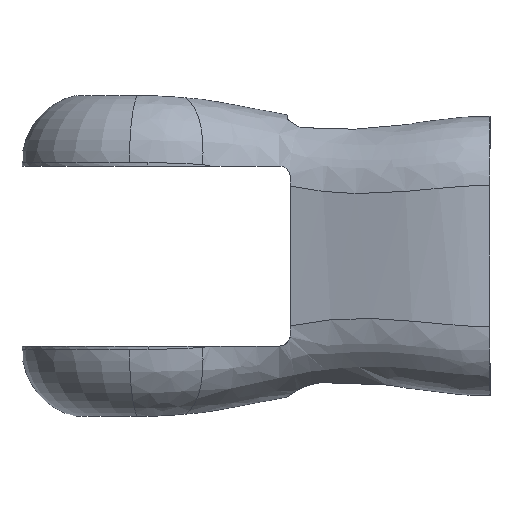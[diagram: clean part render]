
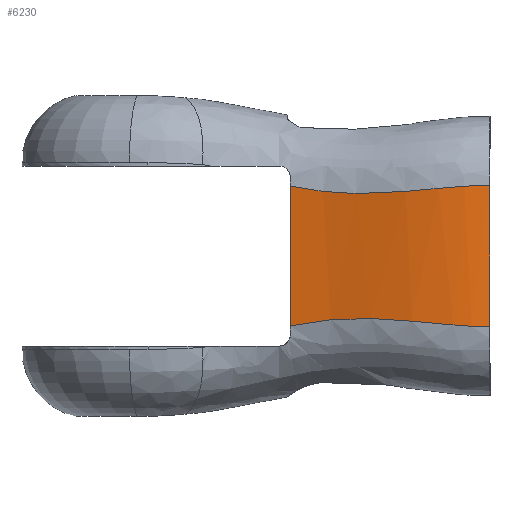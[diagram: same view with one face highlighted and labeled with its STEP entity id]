
A CAD part, left-side view. The second image highlights one B-rep face of the part: STEP entity #6230.
In plain terms, the highlighted free-form (B-spline) face has degree [3, 1] with [4, 2] control points.
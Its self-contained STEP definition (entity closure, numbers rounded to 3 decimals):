
#139 = ORIENTED_EDGE ( 'NONE', *, *, #7571, .T. ) ;
#151 = VECTOR ( 'NONE', #8402, 1000. ) ;
#259 = B_SPLINE_SURFACE_WITH_KNOTS ( 'NONE', 3, 1, ( 
 ( #8212, #4853 ),
 ( #868, #1439 ),
 ( #7557, #3570 ),
 ( #7643, #2237 ) ),
 .UNSPECIFIED., .F., .F., .F.,
 ( 4, 4 ),
 ( 2, 2 ),
 ( 0., 0.696 ),
 ( 0., 1. ),
 .UNSPECIFIED. ) ;
#346 = CARTESIAN_POINT ( 'NONE',  ( 15., 0., 25.267 ) ) ;
#402 = CARTESIAN_POINT ( 'NONE',  ( 22.284, 55.5, 64.406 ) ) ;
#533 = CARTESIAN_POINT ( 'NONE',  ( 16.933, 30.291, 27.55 ) ) ;
#572 = CARTESIAN_POINT ( 'NONE',  ( 17.785, 33.729, 27.658 ) ) ;
#868 = CARTESIAN_POINT ( 'NONE',  ( 10.872, 19.183, 64.97 ) ) ;
#1021 = CARTESIAN_POINT ( 'NONE',  ( 14.122, 5.904, 64.463 ) ) ;
#1064 = CARTESIAN_POINT ( 'NONE',  ( 22.058, 53.22, 63.93 ) ) ;
#1099 = CARTESIAN_POINT ( 'NONE',  ( 15., 0., 100. ) ) ;
#1104 = CARTESIAN_POINT ( 'NONE',  ( 15.388, 23.394, 62.934 ) ) ;
#1190 = CARTESIAN_POINT ( 'NONE',  ( 20.059, 42.883, 27.4 ) ) ;
#1233 = CARTESIAN_POINT ( 'NONE',  ( 14.985, 0.072, 25.269 ) ) ;
#1439 = CARTESIAN_POINT ( 'NONE',  ( 10.872, 19.183, 25.03 ) ) ;
#1603 = CARTESIAN_POINT ( 'NONE',  ( 14.557, 2.347, 64.649 ) ) ;
#1684 = CARTESIAN_POINT ( 'NONE',  ( 17.496, 32.585, 62.367 ) ) ;
#1729 = CARTESIAN_POINT ( 'NONE',  ( 21.71, 50.933, 63.53 ) ) ;
#1900 = CARTESIAN_POINT ( 'NONE',  ( 17.496, 32.585, 27.633 ) ) ;
#2237 = CARTESIAN_POINT ( 'NONE',  ( 22.284, 55.5, 25.03 ) ) ;
#2312 = CARTESIAN_POINT ( 'NONE',  ( 16.933, 30.291, 62.45 ) ) ;
#2357 = CARTESIAN_POINT ( 'NONE',  ( 15.867, 25.693, 62.73 ) ) ;
#2395 = CARTESIAN_POINT ( 'NONE',  ( 20.826, 46.33, 62.921 ) ) ;
#2482 = CARTESIAN_POINT ( 'NONE',  ( 19.237, 39.447, 27.616 ) ) ;
#2525 = CARTESIAN_POINT ( 'NONE',  ( 15., 0., 25.267 ) ) ;
#2566 = CARTESIAN_POINT ( 'NONE',  ( 14.609, 18.779, 26.631 ) ) ;
#2567 = ORIENTED_EDGE ( 'NONE', *, *, #6703, .T. ) ;
#2612 = CARTESIAN_POINT ( 'NONE',  ( 14.969, 0.146, 25.271 ) ) ;
#3062 = CARTESIAN_POINT ( 'NONE',  ( 18.653, 37.162, 62.324 ) ) ;
#3145 = CARTESIAN_POINT ( 'NONE',  ( 14.467, 2.937, 25.378 ) ) ;
#3188 = CARTESIAN_POINT ( 'NONE',  ( 14.232, 4.712, 25.466 ) ) ;
#3231 = CARTESIAN_POINT ( 'NONE',  ( 16.657, 29.141, 27.491 ) ) ;
#3274 = CARTESIAN_POINT ( 'NONE',  ( 15.867, 25.693, 27.27 ) ) ;
#3570 = CARTESIAN_POINT ( 'NONE',  ( 20.462, 37.158, 25.03 ) ) ;
#3627 = B_SPLINE_CURVE_WITH_KNOTS ( 'NONE', 3,
 ( #3686, #4303, #7803, #1603, #6358, #7761, #1021, #8377, #7672, #5101, #7187, #1104, #2357, #5060, #2312, #1684, #7719, #3062, #4428, #8458, #4385, #2395, #7100, #1729, #1064, #402 ),
 .UNSPECIFIED., .F., .F.,
 ( 4, 2, 2, 2, 2, 2, 2, 2, 2, 2, 2, 2, 4 ),
 ( 0., 0.002, 0.004, 0.007, 0.014, 0.021, 0.029, 0.032, 0.036, 0.043, 0.047, 0.05, 0.057 ),
 .UNSPECIFIED. ) ;
#3639 = VERTEX_POINT ( 'NONE', #6192 ) ;
#3686 = CARTESIAN_POINT ( 'NONE',  ( 15., 0., 64.733 ) ) ;
#3897 = CARTESIAN_POINT ( 'NONE',  ( 13.965, 11.802, 25.973 ) ) ;
#3985 = CARTESIAN_POINT ( 'NONE',  ( 22.058, 53.22, 26.07 ) ) ;
#4301 = EDGE_CURVE ( 'NONE', #6698, #4642, #7879, .T. ) ;
#4303 = CARTESIAN_POINT ( 'NONE',  ( 14.874, 0.584, 64.716 ) ) ;
#4385 = CARTESIAN_POINT ( 'NONE',  ( 20.324, 44.03, 62.693 ) ) ;
#4428 = CARTESIAN_POINT ( 'NONE',  ( 19.237, 39.447, 62.384 ) ) ;
#4488 = VERTEX_POINT ( 'NONE', #6346 ) ;
#4536 = CARTESIAN_POINT ( 'NONE',  ( 22.284, 55.5, 45. ) ) ;
#4552 = CARTESIAN_POINT ( 'NONE',  ( 21.063, 47.484, 26.942 ) ) ;
#4642 = VERTEX_POINT ( 'NONE', #346 ) ;
#4853 = CARTESIAN_POINT ( 'NONE',  ( 15., 0., 25.03 ) ) ;
#4938 = FACE_OUTER_BOUND ( 'NONE', #7188, .T. ) ;
#5060 = CARTESIAN_POINT ( 'NONE',  ( 16.657, 29.141, 62.509 ) ) ;
#5101 = CARTESIAN_POINT ( 'NONE',  ( 14.308, 16.463, 63.6 ) ) ;
#5138 = DIRECTION ( 'NONE',  ( 0., 0., -1. ) ) ;
#5187 = CARTESIAN_POINT ( 'NONE',  ( 13.924, 9.455, 25.777 ) ) ;
#5274 = CARTESIAN_POINT ( 'NONE',  ( 14.71, 1.465, 25.316 ) ) ;
#5364 = CARTESIAN_POINT ( 'NONE',  ( 15., 0., 64.733 ) ) ;
#5850 = CARTESIAN_POINT ( 'NONE',  ( 14.557, 2.347, 25.351 ) ) ;
#5947 = B_SPLINE_CURVE_WITH_KNOTS ( 'NONE', 3,
 ( #7314, #3985, #6034, #4552, #7268, #8540, #1190, #2482, #8629, #572, #1900, #533, #3231, #3274, #5983, #2566, #7225, #3897, #5187, #6697, #3188, #3145, #5850, #5274, #7884, #8586, #8674, #2612, #1233, #2525 ),
 .UNSPECIFIED., .F., .F.,
 ( 4, 2, 2, 2, 2, 2, 2, 2, 2, 2, 2, 2, 1, 1, 2, 4 ),
 ( 0.026, 0.033, 0.036, 0.04, 0.047, 0.05, 0.054, 0.061, 0.068, 0.075, 0.078, 0.08, 0.081, 0.081, 0.082, 0.082 ),
 .UNSPECIFIED. ) ;
#5983 = CARTESIAN_POINT ( 'NONE',  ( 15.388, 23.394, 27.066 ) ) ;
#6034 = CARTESIAN_POINT ( 'NONE',  ( 21.71, 50.933, 26.47 ) ) ;
#6192 = CARTESIAN_POINT ( 'NONE',  ( 22.284, 55.5, 25.594 ) ) ;
#6230 = ADVANCED_FACE ( 'NONE', ( #4938 ), #259, .T. ) ;
#6346 = CARTESIAN_POINT ( 'NONE',  ( 22.284, 55.5, 64.406 ) ) ;
#6358 = CARTESIAN_POINT ( 'NONE',  ( 14.467, 2.937, 64.622 ) ) ;
#6524 = ORIENTED_EDGE ( 'NONE', *, *, #4301, .F. ) ;
#6697 = CARTESIAN_POINT ( 'NONE',  ( 14.122, 5.904, 25.537 ) ) ;
#6698 = VERTEX_POINT ( 'NONE', #5364 ) ;
#6703 = EDGE_CURVE ( 'NONE', #3639, #4642, #5947, .T. ) ;
#6966 = ORIENTED_EDGE ( 'NONE', *, *, #8545, .F. ) ;
#7100 = CARTESIAN_POINT ( 'NONE',  ( 21.063, 47.484, 63.058 ) ) ;
#7187 = CARTESIAN_POINT ( 'NONE',  ( 14.609, 18.779, 63.369 ) ) ;
#7188 = EDGE_LOOP ( 'NONE', ( #6966, #2567, #6524, #139 ) ) ;
#7225 = CARTESIAN_POINT ( 'NONE',  ( 14.308, 16.463, 26.4 ) ) ;
#7268 = CARTESIAN_POINT ( 'NONE',  ( 20.826, 46.33, 27.079 ) ) ;
#7314 = CARTESIAN_POINT ( 'NONE',  ( 22.284, 55.5, 25.594 ) ) ;
#7557 = CARTESIAN_POINT ( 'NONE',  ( 20.462, 37.158, 64.97 ) ) ;
#7571 = EDGE_CURVE ( 'NONE', #6698, #4488, #3627, .T. ) ;
#7643 = CARTESIAN_POINT ( 'NONE',  ( 22.284, 55.5, 64.97 ) ) ;
#7672 = CARTESIAN_POINT ( 'NONE',  ( 13.965, 11.802, 64.027 ) ) ;
#7719 = CARTESIAN_POINT ( 'NONE',  ( 17.785, 33.729, 62.342 ) ) ;
#7761 = CARTESIAN_POINT ( 'NONE',  ( 14.232, 4.712, 64.534 ) ) ;
#7803 = CARTESIAN_POINT ( 'NONE',  ( 14.76, 1.171, 64.696 ) ) ;
#7879 = LINE ( 'NONE', #1099, #8006 ) ;
#7884 = CARTESIAN_POINT ( 'NONE',  ( 14.79, 1.025, 25.3 ) ) ;
#7908 = LINE ( 'NONE', #4536, #151 ) ;
#8006 = VECTOR ( 'NONE', #5138, 1000. ) ;
#8212 = CARTESIAN_POINT ( 'NONE',  ( 15., 0., 64.97 ) ) ;
#8377 = CARTESIAN_POINT ( 'NONE',  ( 13.924, 9.455, 64.223 ) ) ;
#8402 = DIRECTION ( 'NONE',  ( 0., 0., 1. ) ) ;
#8458 = CARTESIAN_POINT ( 'NONE',  ( 20.059, 42.883, 62.6 ) ) ;
#8540 = CARTESIAN_POINT ( 'NONE',  ( 20.324, 44.03, 27.307 ) ) ;
#8545 = EDGE_CURVE ( 'NONE', #3639, #4488, #7908, .T. ) ;
#8586 = CARTESIAN_POINT ( 'NONE',  ( 14.893, 0.512, 25.283 ) ) ;
#8629 = CARTESIAN_POINT ( 'NONE',  ( 18.653, 37.162, 27.676 ) ) ;
#8674 = CARTESIAN_POINT ( 'NONE',  ( 14.938, 0.293, 25.276 ) ) ;
